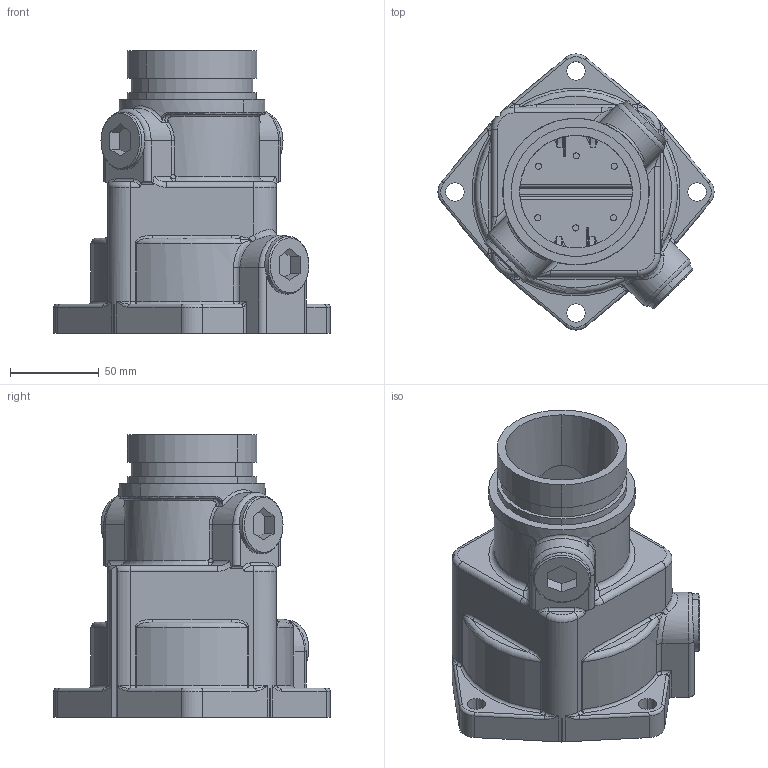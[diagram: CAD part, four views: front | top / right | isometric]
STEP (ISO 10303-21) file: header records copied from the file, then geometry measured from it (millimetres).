
FILE_DESCRIPTION((''),'2;1');
FILE_NAME('C41392_VICT','2010-12-28T',('sobri'),(''),'PRO/ENGINEER BY PARAMETRIC TECHNOLOGY CORPORATION, 2008010','PRO/ENGINEER BY PARAMETRIC TECHNOLOGY CORPORATION, 2008010','');
FILE_SCHEMA(('CONFIG_CONTROL_DESIGN'));
Length unit declared in the file: inch
Products named in the file (1): C41392_VICT
Bounding box: 155.73 x 155.73 x 159.54 mm (x, y, z)
Volume: 573290.6 mm3; surface area: 173943.9 mm2
Topology: 1 solids, 1 shells, 969 faces, 2535 edges, 1570 vertices
Faces by surface type: cylinder 341, plane 266, bspline 166, torus 110, cone 72, sphere 14
Entity records: 59305 total; most frequent: CARTESIAN_POINT 36979, ORIENTED_EDGE 5034, DIRECTION 4234, EDGE_CURVE 2517, AXIS2_PLACEMENT_3D 1683, VERTEX_POINT 1566, EDGE_LOOP 1031, FACE_OUTER_BOUND 967
